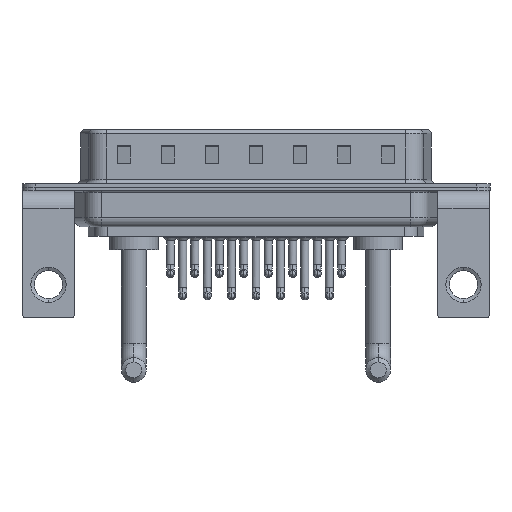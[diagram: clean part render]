
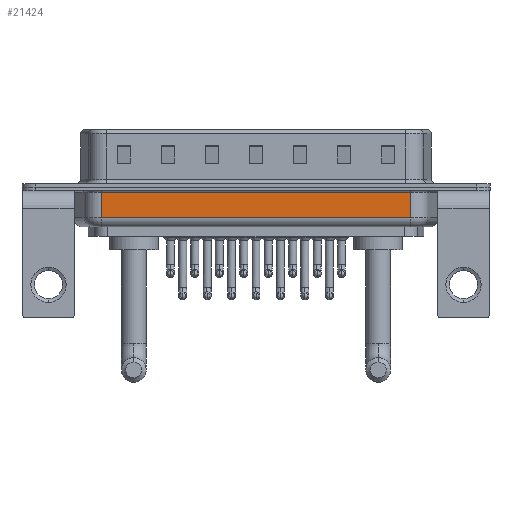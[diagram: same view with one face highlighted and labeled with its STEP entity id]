
A CAD part, front view. The second image highlights one B-rep face of the part: STEP entity #21424.
In plain terms, the highlighted planar face has unit normal (0, -1, 0).
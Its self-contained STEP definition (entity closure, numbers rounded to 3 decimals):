
#164 = AXIS2_PLACEMENT_3D ( 'NONE', #19420, #18102, #10197 ) ;
#643 = VECTOR ( 'NONE', #18118, 1000. ) ;
#1382 = LINE ( 'NONE', #9300, #15909 ) ;
#1497 = VERTEX_POINT ( 'NONE', #9184 ) ;
#1527 = EDGE_CURVE ( 'NONE', #1497, #1588, #23585, .T. ) ;
#1588 = VERTEX_POINT ( 'NONE', #5559 ) ;
#3608 = FACE_OUTER_BOUND ( 'NONE', #19744, .T. ) ;
#4311 = ORIENTED_EDGE ( 'NONE', *, *, #19971, .T. ) ;
#5328 = CARTESIAN_POINT ( 'NONE',  ( 6.006, -5.35, -0.65 ) ) ;
#5559 = CARTESIAN_POINT ( 'NONE',  ( 41.044, -5.35, -0.65 ) ) ;
#6276 = EDGE_CURVE ( 'NONE', #17412, #12744, #9964, .T. ) ;
#7089 = ORIENTED_EDGE ( 'NONE', *, *, #21250, .T. ) ;
#7931 = DIRECTION ( 'NONE',  ( -1., 0., 0. ) ) ;
#8801 = VECTOR ( 'NONE', #7931, 1000. ) ;
#9184 = CARTESIAN_POINT ( 'NONE',  ( 41.044, -5.35, -3.5 ) ) ;
#9300 = CARTESIAN_POINT ( 'NONE',  ( 6.006, -5.35, -3.5 ) ) ;
#9450 = CARTESIAN_POINT ( 'NONE',  ( 41.044, -5.35, -4.5 ) ) ;
#9964 = LINE ( 'NONE', #11920, #643 ) ;
#10197 = DIRECTION ( 'NONE',  ( 0., 0., 1. ) ) ;
#11509 = PLANE ( 'NONE',  #164 ) ;
#11920 = CARTESIAN_POINT ( 'NONE',  ( 6.006, -5.35, -4.5 ) ) ;
#12744 = VERTEX_POINT ( 'NONE', #5328 ) ;
#14386 = VECTOR ( 'NONE', #19304, 1000. ) ;
#15191 = LINE ( 'NONE', #18027, #8801 ) ;
#15393 = DIRECTION ( 'NONE',  ( 1., 0., 0. ) ) ;
#15909 = VECTOR ( 'NONE', #15393, 1000. ) ;
#17412 = VERTEX_POINT ( 'NONE', #20406 ) ;
#18027 = CARTESIAN_POINT ( 'NONE',  ( 6.006, -5.35, -0.65 ) ) ;
#18102 = DIRECTION ( 'NONE',  ( 0., 1., 0. ) ) ;
#18118 = DIRECTION ( 'NONE',  ( 0., 0., 1. ) ) ;
#19304 = DIRECTION ( 'NONE',  ( 0., 0., 1. ) ) ;
#19420 = CARTESIAN_POINT ( 'NONE',  ( 6.006, -5.35, -4.5 ) ) ;
#19744 = EDGE_LOOP ( 'NONE', ( #20122, #7089, #24168, #4311 ) ) ;
#19971 = EDGE_CURVE ( 'NONE', #1588, #12744, #15191, .T. ) ;
#20122 = ORIENTED_EDGE ( 'NONE', *, *, #6276, .F. ) ;
#20406 = CARTESIAN_POINT ( 'NONE',  ( 6.006, -5.35, -3.5 ) ) ;
#21250 = EDGE_CURVE ( 'NONE', #17412, #1497, #1382, .T. ) ;
#21424 = ADVANCED_FACE ( 'NONE', ( #3608 ), #11509, .F. ) ;
#23585 = LINE ( 'NONE', #9450, #14386 ) ;
#24168 = ORIENTED_EDGE ( 'NONE', *, *, #1527, .T. ) ;
